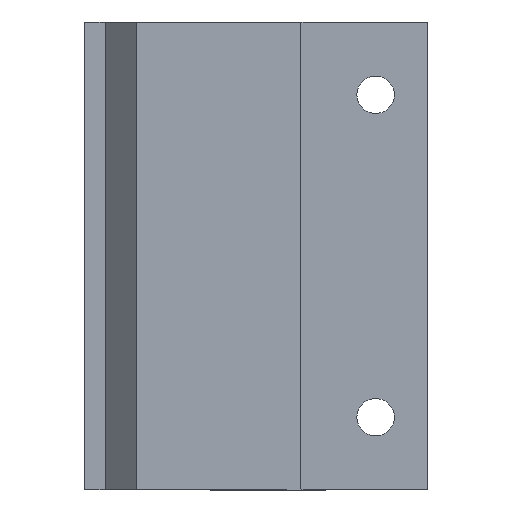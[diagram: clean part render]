
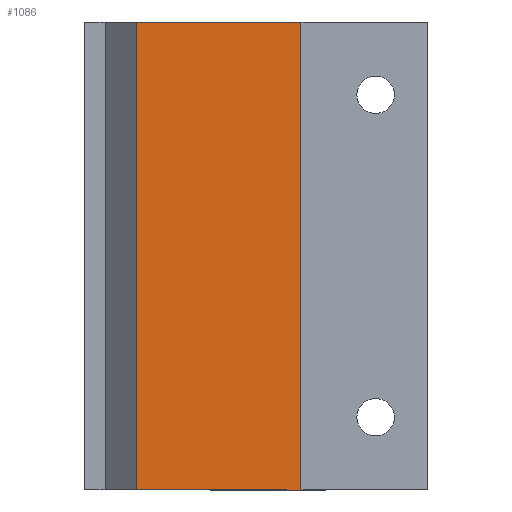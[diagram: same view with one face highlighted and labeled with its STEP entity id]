
A CAD part, front view. The second image highlights one B-rep face of the part: STEP entity #1086.
In plain terms, the highlighted planar face has unit normal (0, -1, 0).
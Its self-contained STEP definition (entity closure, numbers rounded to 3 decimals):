
#177 = DIRECTION ( 'NONE',  ( 0., 0., 1. ) ) ;
#210 = CARTESIAN_POINT ( 'NONE',  ( 0., -75.5, 0. ) ) ;
#292 = CARTESIAN_POINT ( 'NONE',  ( 15.782, -75.5, 0. ) ) ;
#322 = ORIENTED_EDGE ( 'NONE', *, *, #1199, .T. ) ;
#409 = CARTESIAN_POINT ( 'NONE',  ( 0., -75.5, 0. ) ) ;
#507 = VECTOR ( 'NONE', #2222, 1000. ) ;
#725 = EDGE_CURVE ( 'NONE', #734, #2149, #2919, .T. ) ;
#734 = VERTEX_POINT ( 'NONE', #2459 ) ;
#866 = CARTESIAN_POINT ( 'NONE',  ( 0., -75.5, 0. ) ) ;
#911 = CARTESIAN_POINT ( 'NONE',  ( 15.782, -75.5, 45. ) ) ;
#954 = LINE ( 'NONE', #2042, #1023 ) ;
#1008 = EDGE_LOOP ( 'NONE', ( #1375, #1262, #1413, #322 ) ) ;
#1023 = VECTOR ( 'NONE', #2004, 1000. ) ;
#1086 = ADVANCED_FACE ( 'NONE', ( #1750 ), #2681, .T. ) ;
#1199 = EDGE_CURVE ( 'NONE', #1575, #2805, #2881, .T. ) ;
#1262 = ORIENTED_EDGE ( 'NONE', *, *, #725, .F. ) ;
#1324 = VECTOR ( 'NONE', #177, 1000. ) ;
#1375 = ORIENTED_EDGE ( 'NONE', *, *, #1943, .F. ) ;
#1413 = ORIENTED_EDGE ( 'NONE', *, *, #2551, .T. ) ;
#1536 = VECTOR ( 'NONE', #1970, 1000. ) ;
#1551 = DIRECTION ( 'NONE',  ( 0., 0., -1. ) ) ;
#1575 = VERTEX_POINT ( 'NONE', #292 ) ;
#1676 = LINE ( 'NONE', #409, #1536 ) ;
#1740 = CARTESIAN_POINT ( 'NONE',  ( 15.782, -75.5, 0. ) ) ;
#1750 = FACE_OUTER_BOUND ( 'NONE', #1008, .T. ) ;
#1813 = AXIS2_PLACEMENT_3D ( 'NONE', #210, #1982, #1551 ) ;
#1943 = EDGE_CURVE ( 'NONE', #2149, #2805, #954, .T. ) ;
#1970 = DIRECTION ( 'NONE',  ( 1., 0., 0. ) ) ;
#1982 = DIRECTION ( 'NONE',  ( 0., -1., 0. ) ) ;
#2004 = DIRECTION ( 'NONE',  ( 1., 0., 0. ) ) ;
#2042 = CARTESIAN_POINT ( 'NONE',  ( 0., -75.5, 45. ) ) ;
#2149 = VERTEX_POINT ( 'NONE', #2301 ) ;
#2222 = DIRECTION ( 'NONE',  ( 0., 0., 1. ) ) ;
#2301 = CARTESIAN_POINT ( 'NONE',  ( 0., -75.5, 45. ) ) ;
#2459 = CARTESIAN_POINT ( 'NONE',  ( 0., -75.5, 0. ) ) ;
#2551 = EDGE_CURVE ( 'NONE', #734, #1575, #1676, .T. ) ;
#2681 = PLANE ( 'NONE',  #1813 ) ;
#2805 = VERTEX_POINT ( 'NONE', #911 ) ;
#2881 = LINE ( 'NONE', #1740, #1324 ) ;
#2919 = LINE ( 'NONE', #866, #507 ) ;
